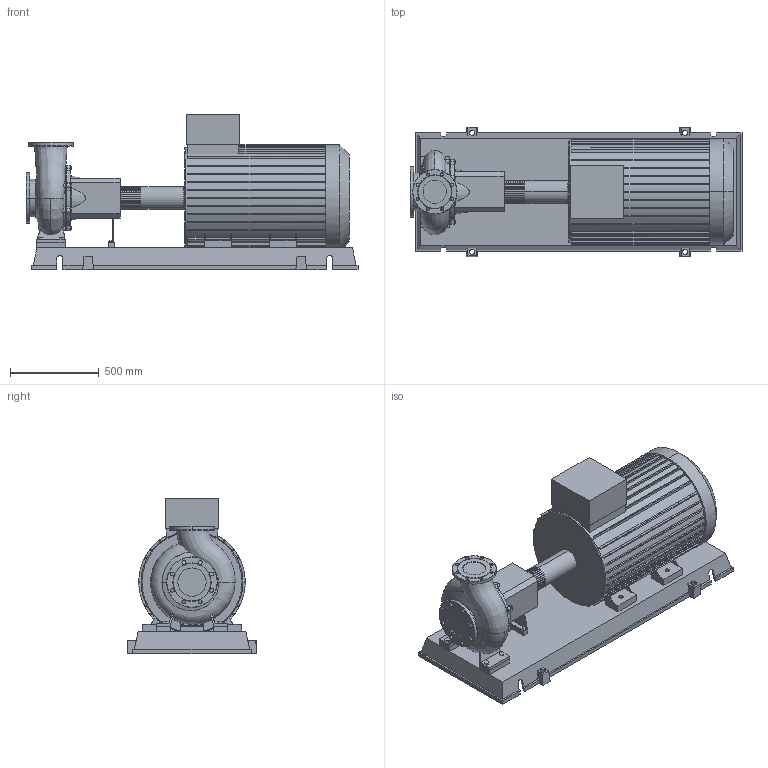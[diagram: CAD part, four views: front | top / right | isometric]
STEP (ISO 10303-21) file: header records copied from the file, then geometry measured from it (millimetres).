
FILE_DESCRIPTION((''),'2;1');
FILE_NAME('3d_NL125_200-90-2-12-4109393.stp','2015-03-03T07:24:46',(''),(''),'Mechanical Desktop 2009','Mechanical Desktop 2009',', , ');
FILE_SCHEMA(('CONFIG_CONTROL_DESIGN'));
Length unit declared in the file: millimetre
Products named in the file (1): Product
Bounding box: 1870 x 730 x 875 mm (x, y, z)
Volume: 333430240.4 mm3; surface area: 8572444.4 mm2
Topology: 15 solids, 15 shells, 923 faces, 2432 edges, 1597 vertices
Faces by surface type: plane 484, cylinder 254, bspline 157, cone 14, torus 14
Entity records: 32798 total; most frequent: CARTESIAN_POINT 9698, ORIENTED_EDGE 4864, DIRECTION 4661, EDGE_CURVE 2432, VERTEX_POINT 1594, AXIS2_PLACEMENT_3D 1569, VECTOR 1523, LINE 1523
